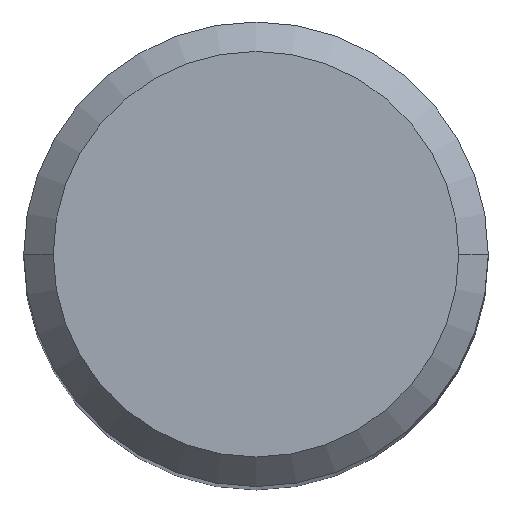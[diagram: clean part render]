
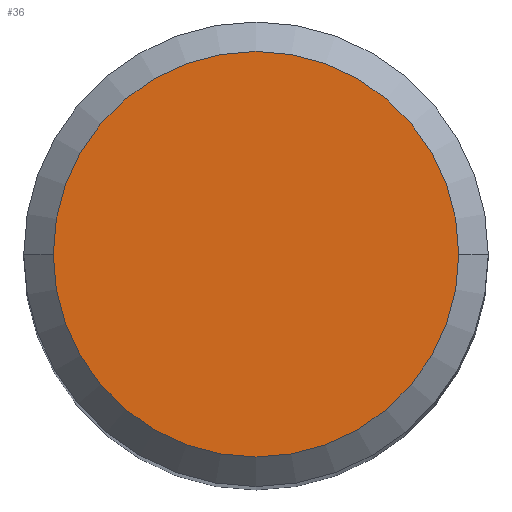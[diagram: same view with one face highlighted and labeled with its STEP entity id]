
A CAD part, top view. The second image highlights one B-rep face of the part: STEP entity #36.
In plain terms, the highlighted planar face has unit normal (0, 0, 1).
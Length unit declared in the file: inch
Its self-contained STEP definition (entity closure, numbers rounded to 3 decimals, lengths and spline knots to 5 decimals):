
#36 = ADVANCED_FACE ( 'NONE', ( #817 ), #813, .T. ) ;
#48 = EDGE_CURVE ( 'NONE', #1031, #708, #163, .T. ) ;
#163 = CIRCLE ( 'NONE', #449, 0.10311 ) ;
#340 = ORIENTED_EDGE ( 'NONE', *, *, #886, .T. ) ;
#446 = ORIENTED_EDGE ( 'NONE', *, *, #48, .T. ) ;
#449 = AXIS2_PLACEMENT_3D ( 'NONE', #493, #584, #1053 ) ;
#481 = DIRECTION ( 'NONE',  ( 0., 0., 1. ) ) ;
#493 = CARTESIAN_POINT ( 'NONE',  ( 0., 0., 2.24409 ) ) ;
#499 = DIRECTION ( 'NONE',  ( 1., 0., 0. ) ) ;
#540 = EDGE_LOOP ( 'NONE', ( #446, #340 ) ) ;
#566 = DIRECTION ( 'NONE',  ( 1., 0., 0. ) ) ;
#584 = DIRECTION ( 'NONE',  ( 0., 0., 1. ) ) ;
#589 = CIRCLE ( 'NONE', #990, 0.10311 ) ;
#673 = CARTESIAN_POINT ( 'NONE',  ( -0.10311, 0., 2.24409 ) ) ;
#708 = VERTEX_POINT ( 'NONE', #765 ) ;
#731 = CARTESIAN_POINT ( 'NONE',  ( 0., 0., 2.24409 ) ) ;
#756 = AXIS2_PLACEMENT_3D ( 'NONE', #731, #481, #499 ) ;
#765 = CARTESIAN_POINT ( 'NONE',  ( 0.10311, 0., 2.24409 ) ) ;
#813 = PLANE ( 'NONE',  #756 ) ;
#817 = FACE_OUTER_BOUND ( 'NONE', #540, .T. ) ;
#886 = EDGE_CURVE ( 'NONE', #708, #1031, #589, .T. ) ;
#966 = CARTESIAN_POINT ( 'NONE',  ( 0., 0., 2.24409 ) ) ;
#990 = AXIS2_PLACEMENT_3D ( 'NONE', #966, #1024, #566 ) ;
#1024 = DIRECTION ( 'NONE',  ( 0., 0., 1. ) ) ;
#1031 = VERTEX_POINT ( 'NONE', #673 ) ;
#1053 = DIRECTION ( 'NONE',  ( 1., 0., 0. ) ) ;
